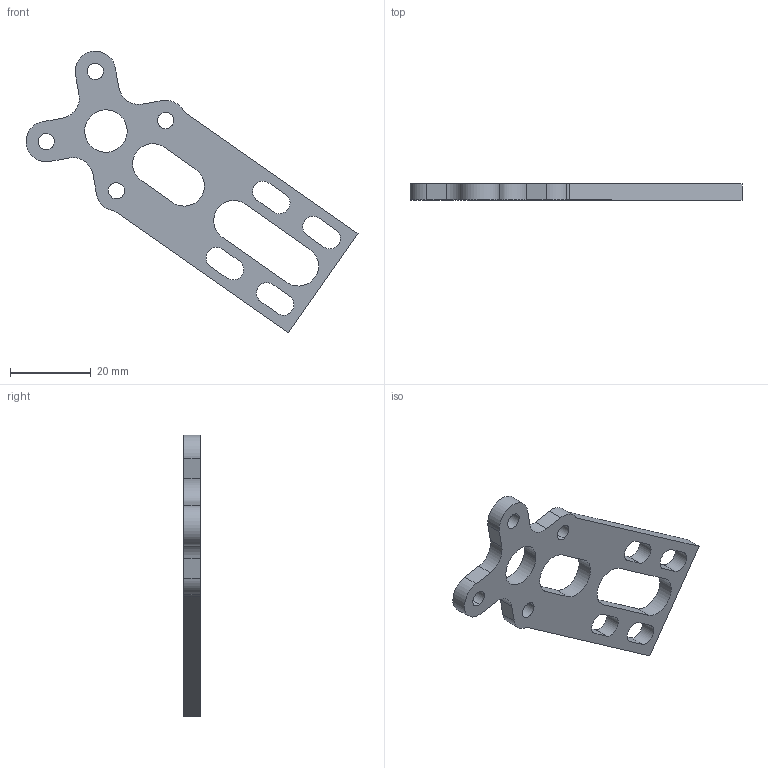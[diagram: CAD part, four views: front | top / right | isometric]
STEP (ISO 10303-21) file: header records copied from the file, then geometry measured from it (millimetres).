
FILE_DESCRIPTION(/* description */ (''),/* implementation_level */ '2;1');
FILE_NAME(/* name */ 'MRZ3Q3~E',/* time_stamp */ '2013-12-27T15:51:29+01:00',/* author */ (''),/* organization */ (''),/* preprocessor_version */ 'ST-DEVELOPER v15',/* originating_system */ '',/* authorisation */ '');
FILE_SCHEMA (('AUTOMOTIVE_DESIGN'));
Length unit declared in the file: millimetre
Products named in the file (1): Document
Bounding box: 82.11 x 4 x 69.68 mm (x, y, z)
Volume: 5925.5 mm3; surface area: 5133.1 mm2
Topology: 1 solids, 1 shells, 54 faces, 156 edges, 104 vertices
Faces by surface type: bspline 52, plane 2
Entity records: 1878 total; most frequent: CARTESIAN_POINT 1060, ORIENTED_EDGE 312, EDGE_CURVE 156, VERTEX_POINT 104, EDGE_LOOP 76, ADVANCED_FACE 54, FACE_OUTER_BOUND 54, FACE_BOUND 22
